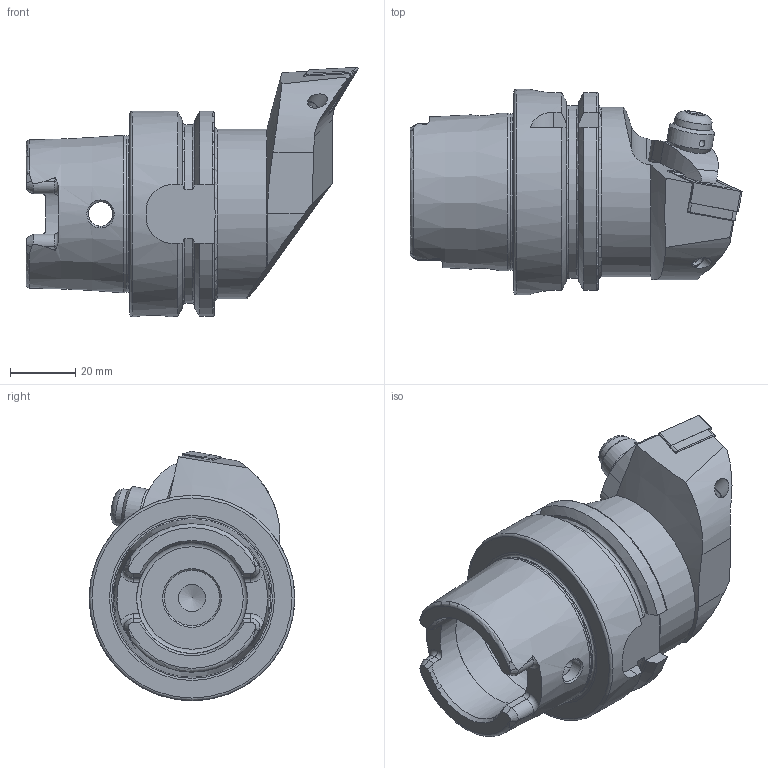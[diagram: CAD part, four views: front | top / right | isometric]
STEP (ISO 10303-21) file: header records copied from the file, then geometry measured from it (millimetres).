
FILE_DESCRIPTION (( 'STEP AP214' ), '1' );
FILE_NAME ('HA6.KDF.LJA.070-90.STEP', '2021-12-13T10:37:44', ( '' ), ( '' ), 'SwSTEP 2.0', 'SolidWorks 2017', '' );
FILE_SCHEMA (( 'AUTOMOTIVE_DESIGN' ));
Length unit declared in the file: millimetre
Products named in the file (10): HA6.KDF.LJA.070-90; WCC-ER3.102.024_C; KVT_MB_600_050; WDF-ER2.101.003_A; DNMG150604; WCC-ER5.102.005_A; WCC-ER2.001.010_A; WCC-ER5.102.012_B; WCC-ER4.103.032_A; HA6-KDF.LJA.070-90_A
Assembly tree (9 placements, depth 2):
  HA6.KDF.LJA.070-90
    HA6-KDF.LJA.070-90_A
    WDF-ER2.101.003_A
    WCC-ER2.001.010_A
    DNMG150604
    WCC-ER3.102.024_C
    WCC-ER5.102.005_A
    WCC-ER5.102.012_B
    WCC-ER4.103.032_A
    KVT_MB_600_050
Bounding box: 101.9 x 63 x 76.5 mm (x, y, z)
Volume: 141176.2 mm3; surface area: 34674.2 mm2
Topology: 10 solids, 10 shells, 347 faces, 892 edges, 561 vertices
Faces by surface type: plane 123, cylinder 100, cone 69, torus 32, bspline 22, sphere 1
Full cylindrical faces by diameter (mm): 2 x3, 3 x2, 4 x1, 4.2 x2, 5 x5, 5.16 x1, 6 x1, 6.2 x4, 6.4 x1, 6.8 x1, 7 x3, 7.5 x2, 8.4 x1, 8.5 x1, 10 x1, 11.5 x1, 17 x1, 19 x1, 34 x2, 40 x1, 47.941 x1, 52 x1, 63 x1
Entity records: 13195 total; most frequent: CARTESIAN_POINT 4762, ORIENTED_EDGE 1514, DIRECTION 1459, EDGE_CURVE 757, AXIS2_PLACEMENT_3D 594, VERTEX_POINT 526, EDGE_LOOP 463, FACE_OUTER_BOUND 401
